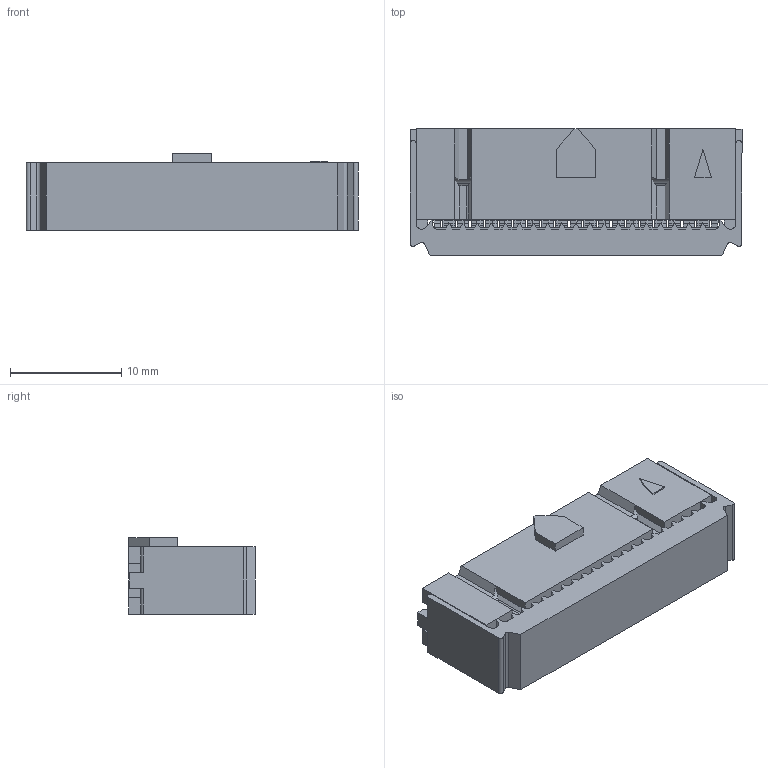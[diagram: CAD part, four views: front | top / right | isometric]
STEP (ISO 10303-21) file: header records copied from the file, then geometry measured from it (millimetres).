
FILE_DESCRIPTION(/* description */ (''),/* implementation_level */ '2;1');
FILE_NAME(/* name */ 'CWR-227-20_3D Model.stp',/* time_stamp */ '2023-11-27T13:31:14-05:00',/* author */ ('dwiltbank'),/* organization */ (''),/* preprocessor_version */ 'ST-DEVELOPER v19.2',/* originating_system */ 'Autodesk Inventor 2024',/* authorisation */ '');
FILE_SCHEMA (('AUTOMOTIVE_DESIGN { 1 0 10303 214 3 1 1 }'));
Products named in the file (1): CWR-227-20_Simplify_1
Bounding box: 29.9 x 11.37 x 6.91 mm (x, y, z)
Volume: 1601.9 mm3; surface area: 4012.2 mm2
Topology: 1 solids, 1 shells, 2690 faces, 7097 edges, 4366 vertices
Faces by surface type: plane 1938, cylinder 552, bspline 200
Entity records: 86484 total; most frequent: CARTESIAN_POINT 18354, ORIENTED_EDGE 14194, DIRECTION 12399, EDGE_CURVE 7097, LINE 5977, VECTOR 5977, VERTEX_POINT 4366, AXIS2_PLACEMENT_3D 3211
